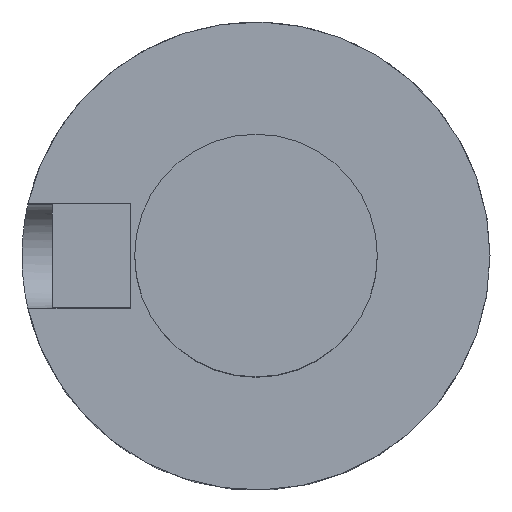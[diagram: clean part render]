
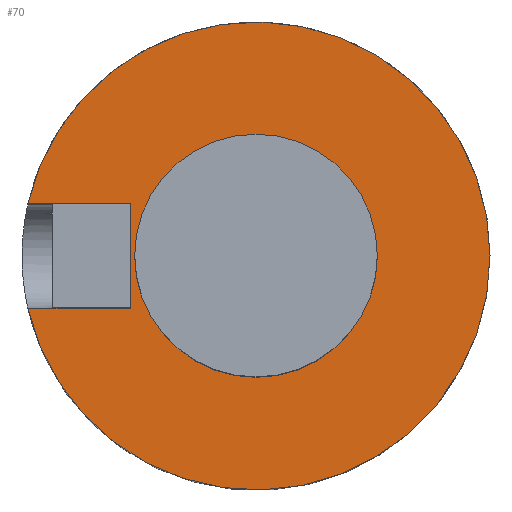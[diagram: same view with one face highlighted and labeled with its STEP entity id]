
A CAD part, top view. The second image highlights one B-rep face of the part: STEP entity #70.
In plain terms, the highlighted planar face has unit normal (0, 0, 1).
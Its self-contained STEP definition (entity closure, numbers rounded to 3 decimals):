
#70=ADVANCED_FACE('',(#144),#112,.F.);
#112=PLANE('',#831);
#144=FACE_OUTER_BOUND('',#184,.T.);
#184=EDGE_LOOP('',(#398,#399,#400,#401));
#233=LINE('',#1133,#314);
#234=LINE('',#1136,#315);
#235=LINE('',#1138,#316);
#314=VECTOR('',#914,1.);
#315=VECTOR('',#915,1.);
#316=VECTOR('',#916,1.);
#398=ORIENTED_EDGE('',*,*,#676,.F.);
#399=ORIENTED_EDGE('',*,*,#677,.T.);
#400=ORIENTED_EDGE('',*,*,#678,.T.);
#401=ORIENTED_EDGE('',*,*,#679,.F.);
#606=VERTEX_POINT('',#1134);
#607=VERTEX_POINT('',#1135);
#608=VERTEX_POINT('',#1137);
#609=VERTEX_POINT('',#1139);
#676=EDGE_CURVE('',#606,#607,#233,.T.);
#677=EDGE_CURVE('',#606,#608,#234,.T.);
#678=EDGE_CURVE('',#608,#609,#235,.T.);
#679=EDGE_CURVE('',#607,#609,#774,.T.);
#774=CIRCLE('',#830,27.);
#830=AXIS2_PLACEMENT_3D('',#1140,#917,#918);
#831=AXIS2_PLACEMENT_3D('',#1141,#919,#920);
#914=DIRECTION('',(-1.,0.,0.));
#915=DIRECTION('',(0.,-1.,0.));
#916=DIRECTION('',(-1.,0.,0.));
#917=DIRECTION('',(0.,0.,-1.));
#918=DIRECTION('',(1.,0.,0.));
#919=DIRECTION('',(0.,0.,-1.));
#920=DIRECTION('',(-1.,0.,0.));
#1133=CARTESIAN_POINT('',(0.,6.01,0.));
#1134=CARTESIAN_POINT('',(-14.5,6.01,0.));
#1135=CARTESIAN_POINT('',(-26.323,6.01,0.));
#1136=CARTESIAN_POINT('',(-14.5,0.,0.));
#1137=CARTESIAN_POINT('',(-14.5,-6.01,0.));
#1138=CARTESIAN_POINT('',(-14.5,-6.01,0.));
#1139=CARTESIAN_POINT('',(-26.323,-6.01,0.));
#1140=CARTESIAN_POINT('',(0.,0.,0.));
#1141=CARTESIAN_POINT('',(0.,0.,0.));
